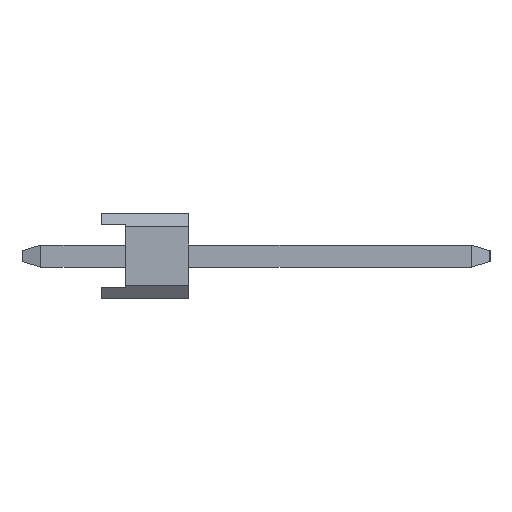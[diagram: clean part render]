
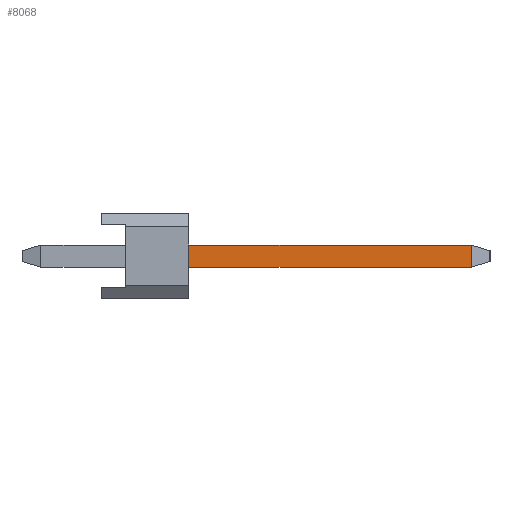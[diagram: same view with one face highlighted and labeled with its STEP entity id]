
A CAD part, left-side view. The second image highlights one B-rep face of the part: STEP entity #8068.
In plain terms, the highlighted planar face has unit normal (-1, 0, 0).
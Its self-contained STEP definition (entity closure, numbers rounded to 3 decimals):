
#7052=VERTEX_POINT('',#18581);
#8068=ADVANCED_FACE('',(#19690),#19691,.T.);
#8774=VERTEX_POINT('',#20507);
#9168=VERTEX_POINT('',#20932);
#9682=EDGE_CURVE('',#7052,#8774,#21507,.T.);
#11306=EDGE_CURVE('',#13458,#7052,#23289,.T.);
#12486=EDGE_CURVE('',#9168,#13458,#24574,.T.);
#13458=VERTEX_POINT('',#25659);
#13640=EDGE_CURVE('',#8774,#9168,#25859,.T.);
#18581=CARTESIAN_POINT('',(-46.04,-2.54,0.32));
#19690=FACE_OUTER_BOUND('',#33411,.T.);
#19691=PLANE('',#33412);
#20507=CARTESIAN_POINT('',(-46.04,-10.744,0.32));
#20932=CARTESIAN_POINT('',(-46.04,-10.744,-0.32));
#21507=LINE('',#36005,#36006);
#23289=LINE('',#38593,#38594);
#24574=LINE('',#40482,#40483);
#25659=CARTESIAN_POINT('',(-46.04,-2.54,-0.32));
#25859=LINE('',#42375,#42376);
#33411=EDGE_LOOP('',(#50316,#50317,#50318,#50319));
#33412=AXIS2_PLACEMENT_3D('',#50320,#50321,#50322);
#36005=CARTESIAN_POINT('',(-46.04,-4.49,0.32));
#36006=VECTOR('',#52519,1.0);
#38593=CARTESIAN_POINT('',(-46.04,-2.54,0.252));
#38594=VECTOR('',#54228,1.0);
#40482=CARTESIAN_POINT('',(-46.04,1.764,-0.32));
#40483=VECTOR('',#55394,1.0);
#42375=CARTESIAN_POINT('',(-46.04,-10.744,0.5));
#42376=VECTOR('',#56914,1.0);
#50316=ORIENTED_EDGE('',*,*,#11306,.F.);
#50317=ORIENTED_EDGE('',*,*,#12486,.F.);
#50318=ORIENTED_EDGE('',*,*,#13640,.F.);
#50319=ORIENTED_EDGE('',*,*,#9682,.F.);
#50320=CARTESIAN_POINT('',(-46.04,1.764,0.5));
#50321=DIRECTION('',(-1.0,0.,0.));
#50322=DIRECTION('',(0.,1.0,0.));
#52519=DIRECTION('',(0.,-1.0,0.));
#54228=DIRECTION('',(0.,0.,1.0));
#55394=DIRECTION('',(0.,1.0,0.));
#56914=DIRECTION('',(0.0,0.,-1.0));
